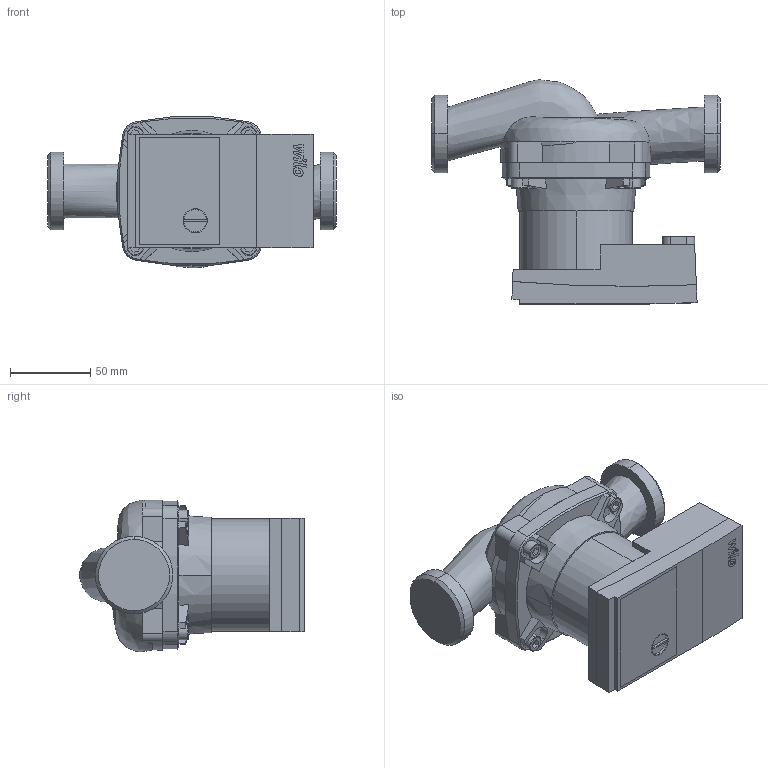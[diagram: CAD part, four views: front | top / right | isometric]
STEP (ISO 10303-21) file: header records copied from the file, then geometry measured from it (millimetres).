
FILE_DESCRIPTION((''),'2;1');
FILE_NAME('3d_Yonos-PICO-STG-25_1-7.5-180-4527504.stp','2016-04-29T07:44:44',(''),(''),'Mechanical Desktop 2009','Mechanical Desktop 2009',', , ');
FILE_SCHEMA(('CONFIG_CONTROL_DESIGN'));
Length unit declared in the file: millimetre
Products named in the file (1): Product
Bounding box: 180 x 139.78 x 94.73 mm (x, y, z)
Volume: 861634.2 mm3; surface area: 126034.8 mm2
Topology: 10 solids, 10 shells, 269 faces, 721 edges, 487 vertices
Faces by surface type: plane 119, cylinder 64, bspline 60, cone 18, torus 8
Entity records: 15832 total; most frequent: CARTESIAN_POINT 9248, ORIENTED_EDGE 1442, DIRECTION 1192, EDGE_CURVE 721, VERTEX_POINT 487, VECTOR 436, LINE 436, AXIS2_PLACEMENT_3D 378
